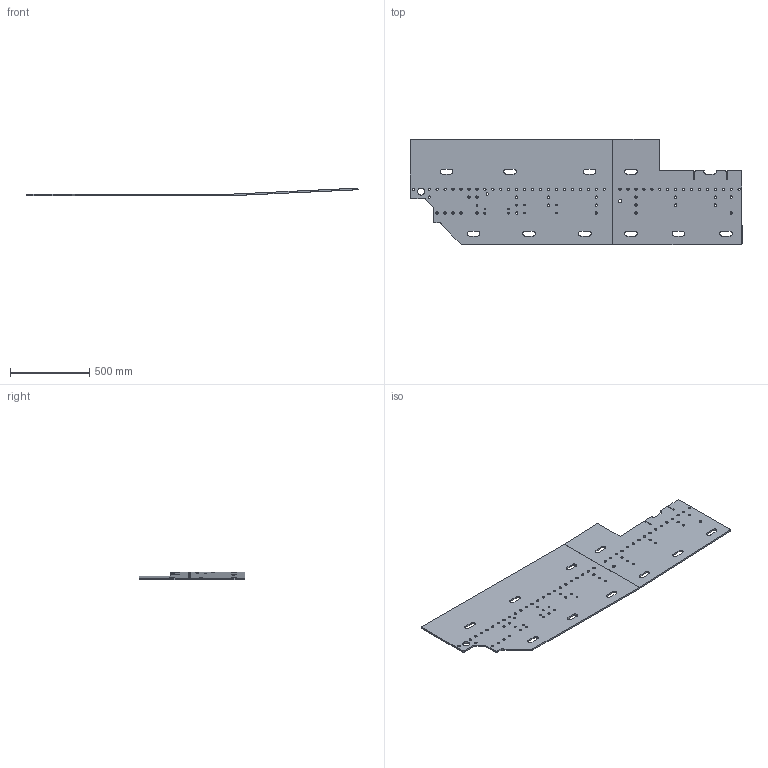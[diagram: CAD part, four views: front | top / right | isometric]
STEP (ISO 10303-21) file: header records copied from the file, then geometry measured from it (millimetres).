
FILE_DESCRIPTION (( 'STEP AP203' ), '1' );
FILE_NAME ('00000587.step', '2022-02-15T09:23:27', ( '' ), ( '' ), 'SwSTEP 2.0', 'SolidWorks 2021', '' );
FILE_SCHEMA (( 'CONFIG_CONTROL_DESIGN' ));
Length unit declared in the file: millimetre
Products named in the file (1): 00000587
Bounding box: 2089.37 x 665 x 48.51 mm (x, y, z)
Volume: 11911637.8 mm3; surface area: 2493677.1 mm2
Topology: 1 solids, 1 shells, 255 faces, 751 edges, 498 vertices
Faces by surface type: cylinder 204, plane 49, bspline 2
Entity records: 9140 total; most frequent: DIRECTION 1663, CARTESIAN_POINT 1531, ORIENTED_EDGE 1502, EDGE_CURVE 751, AXIS2_PLACEMENT_3D 662, VERTEX_POINT 498, EDGE_LOOP 429, CIRCLE 408
